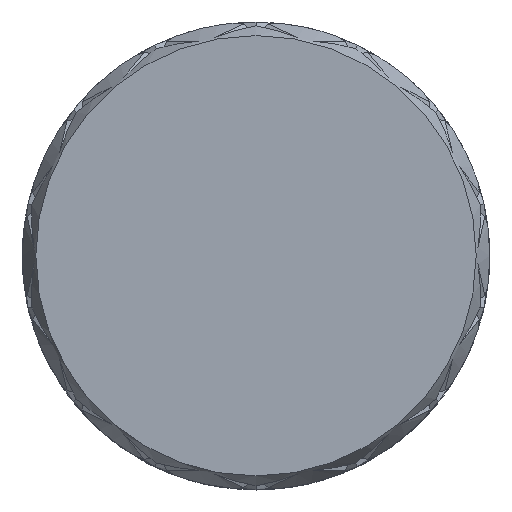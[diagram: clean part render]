
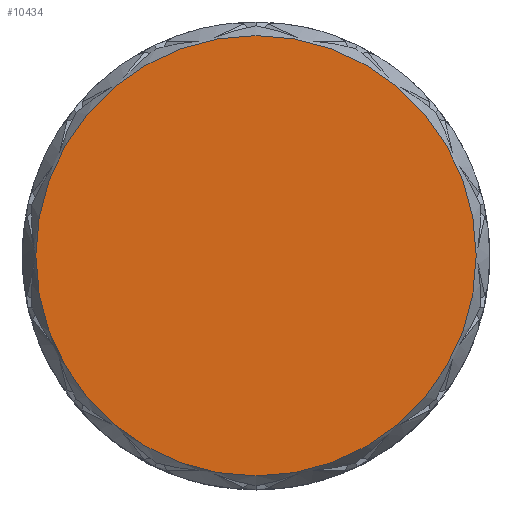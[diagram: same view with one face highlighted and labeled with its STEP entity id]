
A CAD part, top view. The second image highlights one B-rep face of the part: STEP entity #10434.
In plain terms, the highlighted planar face has unit normal (0, 0, 1).
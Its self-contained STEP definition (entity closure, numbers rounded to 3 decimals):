
#2092=PLANE('',#10687);
#3097=FACE_OUTER_BOUND('',#3860,.T.);
#3860=EDGE_LOOP('',(#9500));
#3910=CIRCLE('',#10501,11.3);
#3977=VERTEX_POINT('',#11384);
#4841=EDGE_CURVE('',#3977,#3977,#3910,.T.);
#9500=ORIENTED_EDGE('',*,*,#4841,.F.);
#10434=ADVANCED_FACE('',(#3097),#2092,.T.);
#10501=AXIS2_PLACEMENT_3D('',#11385,#10786,#10787);
#10687=AXIS2_PLACEMENT_3D('',#30403,#11173,#11174);
#10786=DIRECTION('center_axis',(0.,0.,-1.));
#10787=DIRECTION('ref_axis',(1.,0.,0.));
#11173=DIRECTION('center_axis',(0.,0.,1.));
#11174=DIRECTION('ref_axis',(1.,0.,0.));
#11384=CARTESIAN_POINT('',(-11.3,53.6,23.5));
#11385=CARTESIAN_POINT('Origin',(0.,53.6,23.5));
#30403=CARTESIAN_POINT('Origin',(0.,53.6,23.5));
